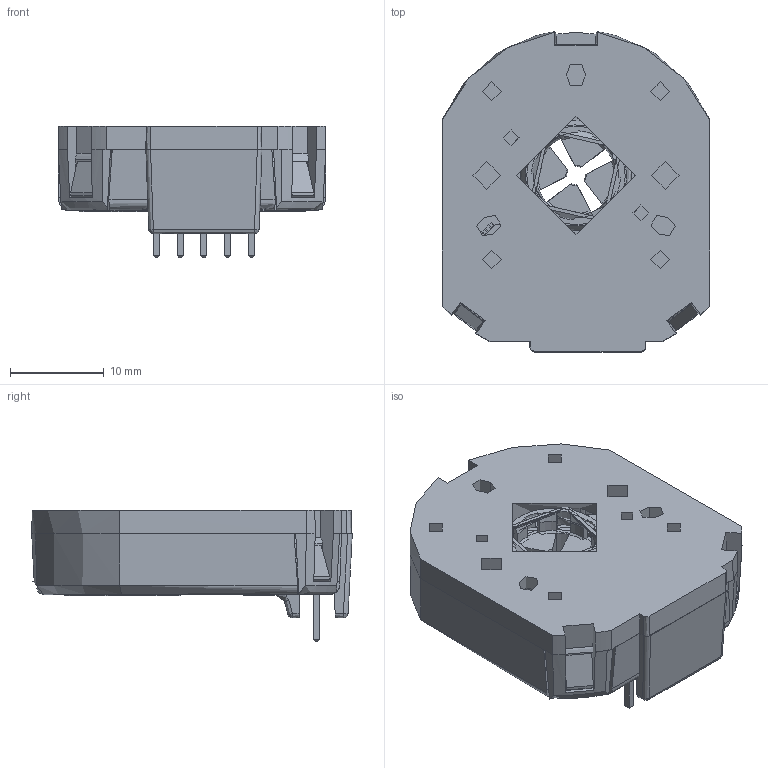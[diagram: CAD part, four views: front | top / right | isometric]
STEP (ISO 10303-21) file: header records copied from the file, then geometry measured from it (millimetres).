
FILE_DESCRIPTION(/* description */ (''),/* implementation_level */ '2;1');
FILE_NAME(/* name */ 'CS_CUI_AMT103-V.ipt.step',/* time_stamp */ '2015-01-02T19:11:13-08:00',/* author */ ('Autodesk Inc.'),/* organization */ ('Autodesk Inc.'),/* preprocessor_version */ 'ST-DEVELOPER v15.6',/* originating_system */ 'Autodesk Inventor 2015',/* authorisation */ '');
FILE_SCHEMA (('AUTOMOTIVE_DESIGN { 1 0 10303 214 3 1 1 }'));
Products named in the file (1): CS_CUI_AMT103-V
Bounding box: 28.6 x 34.21 x 14.05 mm (x, y, z)
Volume: 4880.8 mm3; surface area: 9371.6 mm2
Topology: 6 solids, 7 shells, 1406 faces, 4026 edges, 2615 vertices
Faces by surface type: plane 922, cylinder 211, cone 165, bspline 91, torus 13, sphere 4
Full cylindrical faces by diameter (mm): 0.66 x2, 1 x5, 1.446 x1, 1.5 x4, 1.55 x2, 1.6 x4, 1.674 x10, 1.7 x2, 1.984 x1, 2 x5, 2.5 x2, 2.95 x2, 4.1 x2, 10.5 x1, 11.8 x1, 12.6 x1, 13 x1, 13.02 x1, 13.2 x1, 14.5 x1, 14.8 x1, 15.3 x1, 18 x1, 18.6 x1, 19.6 x1, 20 x1, 22.2 x1, 23.8 x1, 25.8 x1, 26 x1
Entity records: 55146 total; most frequent: CARTESIAN_POINT 17756, ORIENTED_EDGE 7850, DIRECTION 6961, EDGE_CURVE 3925, VERTEX_POINT 2598, LINE 2499, VECTOR 2499, AXIS2_PLACEMENT_3D 2231
